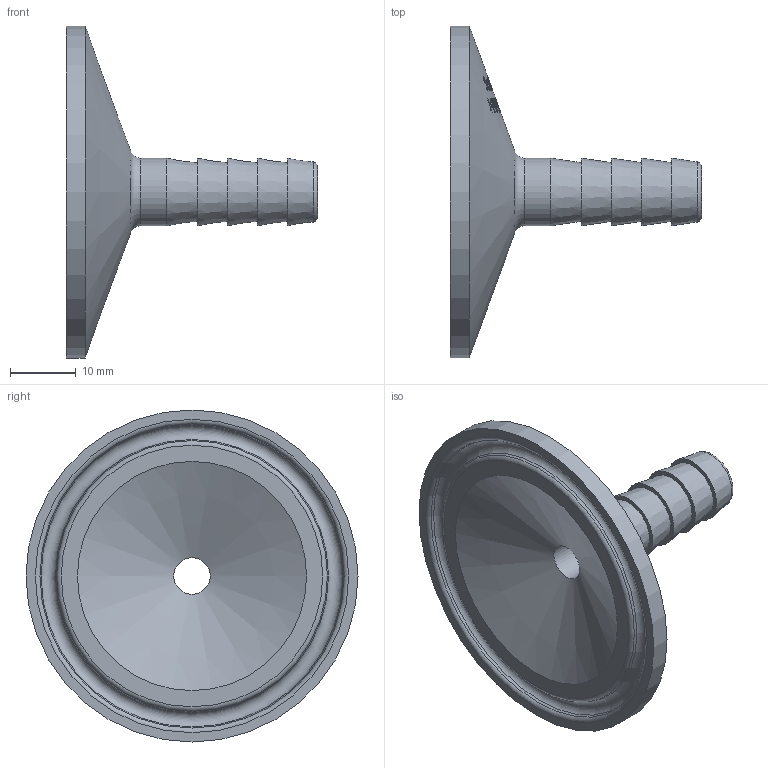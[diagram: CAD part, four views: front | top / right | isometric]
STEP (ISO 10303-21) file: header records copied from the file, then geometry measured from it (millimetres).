
FILE_DESCRIPTION(/* description */ (''),/* implementation_level */ '2;1');
FILE_NAME(/* name */ '14MPHR-1.5X.375.stp',/* time_stamp */ '2021-01-05T16:55:49-05:00',/* author */ ('rick'),/* organization */ (''),/* preprocessor_version */ 'ST-DEVELOPER v18',/* originating_system */ 'Autodesk Inventor 2020',/* authorisation */ '');
FILE_SCHEMA (('AUTOMOTIVE_DESIGN { 1 0 10303 214 3 1 1 }'));
Length unit declared in the file: inch
Products named in the file (1): 14MPHR-1.5X.375
Bounding box: 38.1 x 50.39 x 50.39 mm (x, y, z)
Volume: 10127.7 mm3; surface area: 6292.9 mm2
Topology: 1 solids, 1 shells, 456 faces, 1248 edges, 839 vertices
Faces by surface type: plane 218, bspline 181, cone 49, torus 5, cylinder 3
Full cylindrical faces by diameter (mm): 5.537 x1, 10.287 x1, 50.394 x1
Entity records: 17663 total; most frequent: CARTESIAN_POINT 8420, ORIENTED_EDGE 2496, EDGE_CURVE 1248, DIRECTION 1081, VERTEX_POINT 839, EDGE_LOOP 503, FACE_OUTER_BOUND 456, ADVANCED_FACE 456
